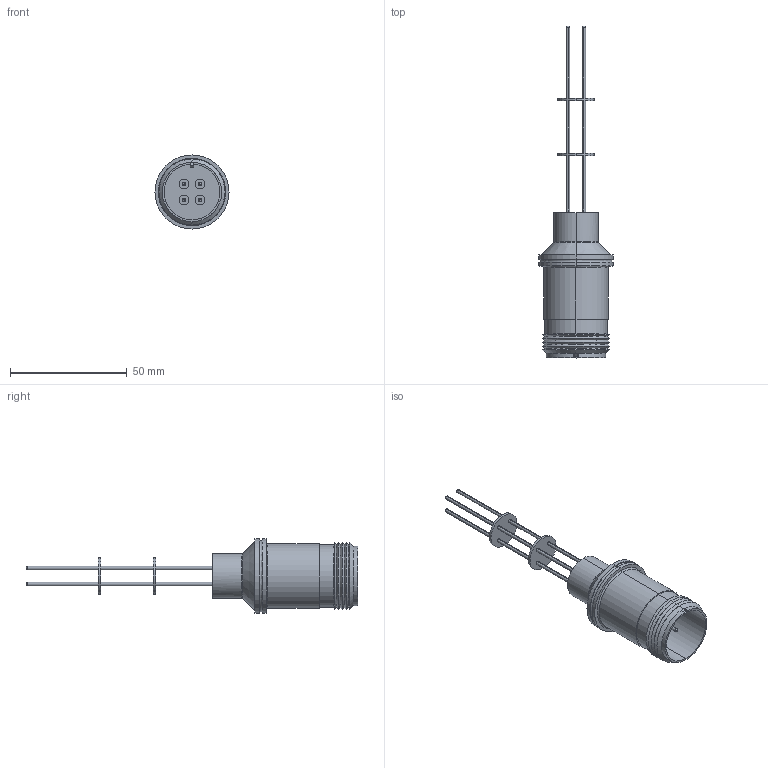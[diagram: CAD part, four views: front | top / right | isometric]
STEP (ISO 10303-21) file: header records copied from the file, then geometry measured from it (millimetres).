
FILE_DESCRIPTION (( 'STEP AP203' ), '1' );
FILE_NAME ('A0429-2-W.STEP', '2012-11-20T12:44:20', ( '' ), ( '' ), 'SwSTEP 2.0', 'SolidWorks 2012', '' );
FILE_SCHEMA (( 'CONFIG_CONTROL_DESIGN' ));
Length unit declared in the file: inch
Products named in the file (1): A0429-2-W
Bounding box: 31.75 x 142.11 x 31.75 mm (x, y, z)
Volume: 9985.7 mm3; surface area: 17513 mm2
Topology: 1 solids, 1 shells, 179 faces, 397 edges, 255 vertices
Faces by surface type: cylinder 86, plane 49, cone 24, bspline 20
Entity records: 5568 total; most frequent: CARTESIAN_POINT 1399, DIRECTION 938, ORIENTED_EDGE 794, AXIS2_PLACEMENT_3D 404, EDGE_CURVE 397, VERTEX_POINT 255, CIRCLE 244, EDGE_LOOP 226
